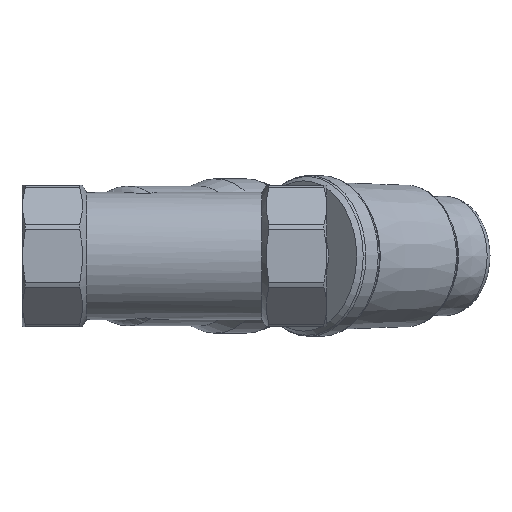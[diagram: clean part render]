
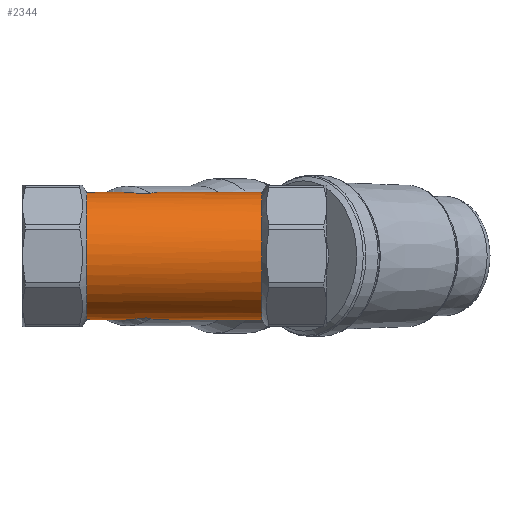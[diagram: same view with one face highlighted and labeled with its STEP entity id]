
A CAD part, front view. The second image highlights one B-rep face of the part: STEP entity #2344.
In plain terms, the highlighted cylindrical face has radius 30.5 mm (diameter 61 mm), a partial arc.
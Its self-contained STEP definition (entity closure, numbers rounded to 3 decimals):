
#71=CYLINDRICAL_SURFACE('',#2588,30.5);
#312=B_SPLINE_CURVE_WITH_KNOTS('',3,(#3457,#3458,#3459,#3460,#3461,#3462,
#3463,#3464,#3465,#3466,#3467,#3468,#3469,#3470,#3471,#3472,#3473,#3474),
 .UNSPECIFIED.,.F.,.F.,(4,1,1,1,1,1,1,1,1,1,1,1,1,1,1,4),(0.,
0.002,0.002,0.003,0.005,
0.006,0.008,0.009,0.012,
0.015,0.018,0.025,0.031,
0.037,0.043,0.049),.UNSPECIFIED.);
#315=B_SPLINE_CURVE_WITH_KNOTS('',3,(#3490,#3491,#3492,#3493,#3494,#3495,
#3496,#3497,#3498,#3499,#3500,#3501,#3502,#3503,#3504,#3505,#3506,#3507),
 .UNSPECIFIED.,.F.,.F.,(4,1,1,1,1,1,1,1,1,1,1,1,1,1,1,4),(0.,
0.006,0.012,0.015,0.018,
0.024,0.03,0.033,0.036,
0.039,0.041,0.042,0.044,
0.045,0.047,0.048),.UNSPECIFIED.);
#359=B_SPLINE_CURVE_WITH_KNOTS('',3,(#3940,#3941,#3942,#3943),
 .UNSPECIFIED.,.F.,.F.,(4,4),(0.,0.014),
 .UNSPECIFIED.);
#360=B_SPLINE_CURVE_WITH_KNOTS('',3,(#3945,#3946,#3947,#3948,#3949,#3950,
#3951,#3952,#3953,#3954),.UNSPECIFIED.,.F.,.F.,(4,1,1,1,1,1,1,4),(0.,
0.006,0.009,0.013,0.019,
0.025,0.038,0.05),.UNSPECIFIED.);
#361=B_SPLINE_CURVE_WITH_KNOTS('',3,(#3956,#3957,#3958,#3959,#3960,#3961,
#3962,#3963,#3964),.UNSPECIFIED.,.F.,.F.,(4,1,1,1,1,1,4),(0.,
0.012,0.025,0.031,0.037,
0.044,0.05),.UNSPECIFIED.);
#362=B_SPLINE_CURVE_WITH_KNOTS('',3,(#3966,#3967,#3968,#3969),
 .UNSPECIFIED.,.F.,.F.,(4,4),(0.,0.014),
 .UNSPECIFIED.);
#674=ORIENTED_EDGE('',*,*,#1209,.T.);
#675=ORIENTED_EDGE('',*,*,#1288,.F.);
#676=ORIENTED_EDGE('',*,*,#1289,.F.);
#677=ORIENTED_EDGE('',*,*,#1156,.F.);
#678=ORIENTED_EDGE('',*,*,#1290,.F.);
#679=ORIENTED_EDGE('',*,*,#1152,.F.);
#680=ORIENTED_EDGE('',*,*,#1291,.F.);
#681=ORIENTED_EDGE('',*,*,#1292,.F.);
#1152=EDGE_CURVE('',#1500,#1502,#312,.T.);
#1156=EDGE_CURVE('',#1505,#1506,#315,.T.);
#1209=EDGE_CURVE('',#1558,#1557,#1759,.T.);
#1288=EDGE_CURVE('',#1596,#1557,#359,.T.);
#1289=EDGE_CURVE('',#1506,#1596,#360,.T.);
#1290=EDGE_CURVE('',#1502,#1505,#1777,.T.);
#1291=EDGE_CURVE('',#1597,#1500,#361,.T.);
#1292=EDGE_CURVE('',#1558,#1597,#362,.T.);
#1500=VERTEX_POINT('',#3455);
#1502=VERTEX_POINT('',#3475);
#1505=VERTEX_POINT('',#3489);
#1506=VERTEX_POINT('',#3508);
#1557=VERTEX_POINT('',#3702);
#1558=VERTEX_POINT('',#3704);
#1596=VERTEX_POINT('',#3944);
#1597=VERTEX_POINT('',#3965);
#1759=CIRCLE('',#2536,30.5);
#1777=CIRCLE('',#2589,30.5);
#1916=EDGE_LOOP('',(#674,#675,#676,#677,#678,#679,#680,#681));
#2110=FACE_BOUND('',#1916,.T.);
#2344=ADVANCED_FACE('',(#2110),#71,.T.);
#2536=AXIS2_PLACEMENT_3D('',#3703,#2872,#2873);
#2588=AXIS2_PLACEMENT_3D('',#3939,#3016,#3017);
#2589=AXIS2_PLACEMENT_3D('',#3955,#3018,#3019);
#2872=DIRECTION('',(-1.,0.,0.));
#2873=DIRECTION('',(0.,-1.,0.));
#3016=DIRECTION('',(-1.,0.,0.));
#3017=DIRECTION('',(0.,-1.,0.));
#3018=DIRECTION('',(-1.,0.,0.));
#3019=DIRECTION('',(0.,-1.,0.));
#3455=CARTESIAN_POINT('',(-52.635,-2.423,-29.977));
#3457=CARTESIAN_POINT('',(-52.635,-2.423,-29.977));
#3458=CARTESIAN_POINT('',(-52.851,-2.885,-29.89));
#3459=CARTESIAN_POINT('',(-53.397,-3.474,-29.762));
#3460=CARTESIAN_POINT('',(-54.417,-3.722,-29.704));
#3461=CARTESIAN_POINT('',(-55.443,-3.691,-29.711));
#3462=CARTESIAN_POINT('',(-56.675,-3.329,-29.795));
#3463=CARTESIAN_POINT('',(-58.052,-2.664,-29.934));
#3464=CARTESIAN_POINT('',(-59.341,-1.881,-30.078));
#3465=CARTESIAN_POINT('',(-60.99,-0.73,-30.256));
#3466=CARTESIAN_POINT('',(-62.964,0.853,-30.431));
#3467=CARTESIAN_POINT('',(-65.23,2.869,-30.521));
#3468=CARTESIAN_POINT('',(-68.136,5.643,-30.458));
#3469=CARTESIAN_POINT('',(-71.596,9.22,-30.013));
#3470=CARTESIAN_POINT('',(-75.509,13.746,-28.755));
#3471=CARTESIAN_POINT('',(-78.879,18.318,-26.666));
#3472=CARTESIAN_POINT('',(-81.563,22.877,-23.532));
#3473=CARTESIAN_POINT('',(-82.726,25.587,-20.811));
#3474=CARTESIAN_POINT('',(-83.159,26.849,-19.262));
#3475=CARTESIAN_POINT('',(-83.159,26.849,-19.262));
#3489=CARTESIAN_POINT('',(-83.159,26.849,19.262));
#3490=CARTESIAN_POINT('',(-83.159,26.849,19.262));
#3491=CARTESIAN_POINT('',(-82.727,25.59,20.808));
#3492=CARTESIAN_POINT('',(-81.561,22.871,23.538));
#3493=CARTESIAN_POINT('',(-79.323,19.072,26.148));
#3494=CARTESIAN_POINT('',(-77.193,16.031,27.709));
#3495=CARTESIAN_POINT('',(-74.831,12.959,28.977));
#3496=CARTESIAN_POINT('',(-71.617,9.246,30.005));
#3497=CARTESIAN_POINT('',(-68.139,5.644,30.46));
#3498=CARTESIAN_POINT('',(-65.203,2.844,30.521));
#3499=CARTESIAN_POINT('',(-62.933,0.827,30.429));
#3500=CARTESIAN_POINT('',(-60.959,-0.753,30.253));
#3501=CARTESIAN_POINT('',(-59.301,-1.907,30.073));
#3502=CARTESIAN_POINT('',(-58.008,-2.689,29.929));
#3503=CARTESIAN_POINT('',(-56.638,-3.341,29.792));
#3504=CARTESIAN_POINT('',(-55.18,-3.769,29.692));
#3505=CARTESIAN_POINT('',(-53.582,-3.665,29.719));
#3506=CARTESIAN_POINT('',(-52.849,-2.881,29.891));
#3507=CARTESIAN_POINT('',(-52.635,-2.423,29.977));
#3508=CARTESIAN_POINT('',(-52.635,-2.423,29.977));
#3702=CARTESIAN_POINT('',(0.841,27.185,18.843));
#3703=CARTESIAN_POINT('',(0.841,3.201,0.));
#3704=CARTESIAN_POINT('',(0.841,27.185,-18.843));
#3939=CARTESIAN_POINT('',(-117.159,3.201,0.));
#3940=CARTESIAN_POINT('',(-11.957,24.028,22.283));
#3941=CARTESIAN_POINT('',(-7.612,25.009,21.365));
#3942=CARTESIAN_POINT('',(-3.342,26.08,20.249));
#3943=CARTESIAN_POINT('',(0.841,27.185,18.843));
#3944=CARTESIAN_POINT('',(-11.957,24.028,22.283));
#3945=CARTESIAN_POINT('',(-52.635,-2.423,29.977));
#3946=CARTESIAN_POINT('',(-51.742,-0.515,30.335));
#3947=CARTESIAN_POINT('',(-49.872,2.026,30.541));
#3948=CARTESIAN_POINT('',(-46.765,4.919,30.475));
#3949=CARTESIAN_POINT('',(-43.484,7.487,30.242));
#3950=CARTESIAN_POINT('',(-39.117,10.329,29.717));
#3951=CARTESIAN_POINT('',(-31.874,14.436,28.49));
#3952=CARTESIAN_POINT('',(-22.751,19.007,26.318));
#3953=CARTESIAN_POINT('',(-15.521,22.391,23.812));
#3954=CARTESIAN_POINT('',(-11.957,24.028,22.283));
#3955=CARTESIAN_POINT('',(-83.159,3.201,0.));
#3956=CARTESIAN_POINT('',(-11.957,24.028,-22.283));
#3957=CARTESIAN_POINT('',(-15.525,22.389,-23.814));
#3958=CARTESIAN_POINT('',(-22.744,19.011,-26.315));
#3959=CARTESIAN_POINT('',(-31.829,14.458,-28.478));
#3960=CARTESIAN_POINT('',(-38.993,10.403,-29.698));
#3961=CARTESIAN_POINT('',(-44.254,6.992,-30.338));
#3962=CARTESIAN_POINT('',(-49.187,2.938,-30.611));
#3963=CARTESIAN_POINT('',(-51.74,-0.512,-30.335));
#3964=CARTESIAN_POINT('',(-52.635,-2.423,-29.977));
#3965=CARTESIAN_POINT('',(-11.957,24.028,-22.283));
#3966=CARTESIAN_POINT('',(0.841,27.185,-18.843));
#3967=CARTESIAN_POINT('',(-3.342,26.08,-20.249));
#3968=CARTESIAN_POINT('',(-7.612,25.009,-21.365));
#3969=CARTESIAN_POINT('',(-11.957,24.028,-22.283));
